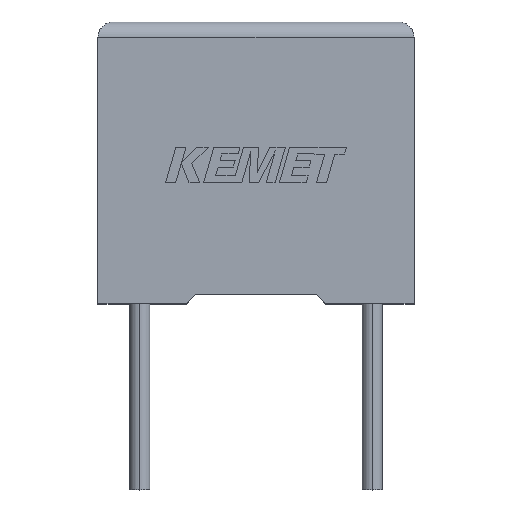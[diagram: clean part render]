
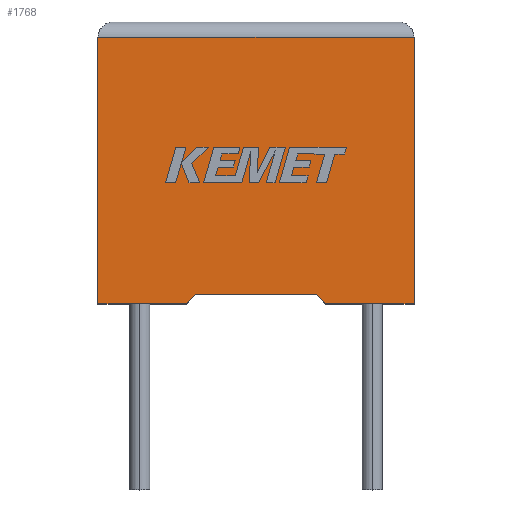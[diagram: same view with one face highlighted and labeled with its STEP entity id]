
A CAD part, top view. The second image highlights one B-rep face of the part: STEP entity #1768.
In plain terms, the highlighted planar face has unit normal (0, 0, 1).
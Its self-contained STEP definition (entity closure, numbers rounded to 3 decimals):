
#81 = DIRECTION ( 'NONE',  ( -1., 0., 0. ) ) ;
#86 = VERTEX_POINT ( 'NONE', #1516 ) ;
#99 = AXIS2_PLACEMENT_3D ( 'NONE', #288, #2882, #2943 ) ;
#169 = LINE ( 'NONE', #410, #441 ) ;
#288 = CARTESIAN_POINT ( 'NONE',  ( 0., 0., 4.1 ) ) ;
#407 = DIRECTION ( 'NONE',  ( -1., 0., 0. ) ) ;
#410 = CARTESIAN_POINT ( 'NONE',  ( 10.2, 0., 4.1 ) ) ;
#441 = VECTOR ( 'NONE', #2051, 1000. ) ;
#490 = VECTOR ( 'NONE', #1118, 1000. ) ;
#502 = CARTESIAN_POINT ( 'NONE',  ( 7.35, 0., 4.1 ) ) ;
#513 = CARTESIAN_POINT ( 'NONE',  ( 0., 0., 4.1 ) ) ;
#578 = CARTESIAN_POINT ( 'NONE',  ( 3.133, 0.314, 4.1 ) ) ;
#761 = EDGE_CURVE ( 'NONE', #2296, #998, #821, .T. ) ;
#821 = LINE ( 'NONE', #1798, #2513 ) ;
#827 = ORIENTED_EDGE ( 'NONE', *, *, #2745, .T. ) ;
#951 = VERTEX_POINT ( 'NONE', #2011 ) ;
#998 = VERTEX_POINT ( 'NONE', #578 ) ;
#1062 = VERTEX_POINT ( 'NONE', #2952 ) ;
#1081 = ORIENTED_EDGE ( 'NONE', *, *, #3060, .T. ) ;
#1118 = DIRECTION ( 'NONE',  ( 1., 0., 0. ) ) ;
#1161 = ORIENTED_EDGE ( 'NONE', *, *, #2319, .F. ) ;
#1298 = VECTOR ( 'NONE', #2239, 1000. ) ;
#1415 = CARTESIAN_POINT ( 'NONE',  ( 0., 0., 4.1 ) ) ;
#1449 = EDGE_CURVE ( 'NONE', #2358, #86, #1537, .T. ) ;
#1516 = CARTESIAN_POINT ( 'NONE',  ( 10.2, 0., 4.1 ) ) ;
#1537 = LINE ( 'NONE', #2456, #1298 ) ;
#1542 = EDGE_CURVE ( 'NONE', #1679, #2801, #2772, .T. ) ;
#1592 = VECTOR ( 'NONE', #407, 1000. ) ;
#1614 = ORIENTED_EDGE ( 'NONE', *, *, #1542, .T. ) ;
#1649 = ORIENTED_EDGE ( 'NONE', *, *, #761, .F. ) ;
#1658 = ORIENTED_EDGE ( 'NONE', *, *, #1449, .T. ) ;
#1679 = VERTEX_POINT ( 'NONE', #2810 ) ;
#1721 = CARTESIAN_POINT ( 'NONE',  ( 0., 8.6, 4.1 ) ) ;
#1768 = ADVANCED_FACE ( 'NONE', ( #2451 ), #2481, .F. ) ;
#1798 = CARTESIAN_POINT ( 'NONE',  ( 5.1, 0.314, 4.1 ) ) ;
#2011 = CARTESIAN_POINT ( 'NONE',  ( 2.85, 0., 4.1 ) ) ;
#2051 = DIRECTION ( 'NONE',  ( 0., 1., 0. ) ) ;
#2084 = DIRECTION ( 'NONE',  ( -0.67, -0.742, 0. ) ) ;
#2102 = LINE ( 'NONE', #513, #2765 ) ;
#2111 = LINE ( 'NONE', #1415, #490 ) ;
#2141 = DIRECTION ( 'NONE',  ( 0.67, -0.742, 0. ) ) ;
#2235 = VECTOR ( 'NONE', #2141, 1000. ) ;
#2239 = DIRECTION ( 'NONE',  ( 1., 0., 0. ) ) ;
#2270 = LINE ( 'NONE', #2803, #2380 ) ;
#2296 = VERTEX_POINT ( 'NONE', #2490 ) ;
#2319 = EDGE_CURVE ( 'NONE', #998, #951, #2270, .T. ) ;
#2345 = ORIENTED_EDGE ( 'NONE', *, *, #2393, .T. ) ;
#2358 = VERTEX_POINT ( 'NONE', #3016 ) ;
#2375 = EDGE_CURVE ( 'NONE', #1062, #951, #2111, .T. ) ;
#2380 = VECTOR ( 'NONE', #2084, 1000. ) ;
#2393 = EDGE_CURVE ( 'NONE', #86, #1679, #169, .T. ) ;
#2451 = FACE_OUTER_BOUND ( 'NONE', #2812, .T. ) ;
#2453 = ORIENTED_EDGE ( 'NONE', *, *, #2375, .T. ) ;
#2456 = CARTESIAN_POINT ( 'NONE',  ( 0., 0., 4.1 ) ) ;
#2481 = PLANE ( 'NONE',  #99 ) ;
#2490 = CARTESIAN_POINT ( 'NONE',  ( 7.067, 0.314, 4.1 ) ) ;
#2513 = VECTOR ( 'NONE', #81, 1000. ) ;
#2627 = LINE ( 'NONE', #502, #2235 ) ;
#2745 = EDGE_CURVE ( 'NONE', #2296, #2358, #2627, .T. ) ;
#2765 = VECTOR ( 'NONE', #2823, 1000. ) ;
#2772 = LINE ( 'NONE', #2965, #1592 ) ;
#2801 = VERTEX_POINT ( 'NONE', #1721 ) ;
#2803 = CARTESIAN_POINT ( 'NONE',  ( 2.85, 0., 4.1 ) ) ;
#2810 = CARTESIAN_POINT ( 'NONE',  ( 10.2, 8.6, 4.1 ) ) ;
#2812 = EDGE_LOOP ( 'NONE', ( #2345, #1614, #1081, #2453, #1161, #1649, #827, #1658 ) ) ;
#2823 = DIRECTION ( 'NONE',  ( 0., -1., 0. ) ) ;
#2882 = DIRECTION ( 'NONE',  ( 0., 0., -1. ) ) ;
#2943 = DIRECTION ( 'NONE',  ( -1., 0., 0. ) ) ;
#2952 = CARTESIAN_POINT ( 'NONE',  ( 0., 0., 4.1 ) ) ;
#2965 = CARTESIAN_POINT ( 'NONE',  ( 0., 8.6, 4.1 ) ) ;
#3016 = CARTESIAN_POINT ( 'NONE',  ( 7.35, 0., 4.1 ) ) ;
#3060 = EDGE_CURVE ( 'NONE', #2801, #1062, #2102, .T. ) ;
